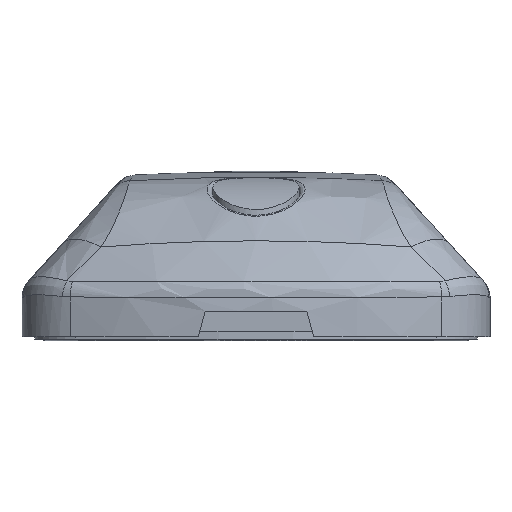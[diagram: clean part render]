
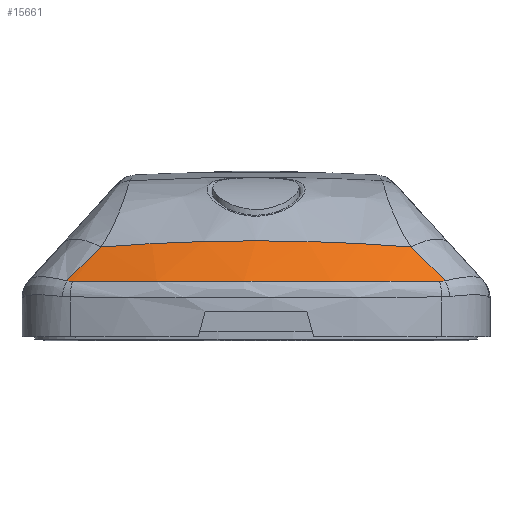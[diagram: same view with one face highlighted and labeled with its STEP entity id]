
A CAD part, front view. The second image highlights one B-rep face of the part: STEP entity #15661.
In plain terms, the highlighted free-form (B-spline) face has degree [3, 1] with [4, 2] control points.
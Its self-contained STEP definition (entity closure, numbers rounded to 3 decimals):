
#59 = CARTESIAN_POINT ( 'NONE',  ( -36.829, -44.811, 10.884 ) ) ;
#358 = CARTESIAN_POINT ( 'NONE',  ( -25.465, -42.712, 17.998 ) ) ;
#509 = CARTESIAN_POINT ( 'NONE',  ( -6.459, -45.033, 18.756 ) ) ;
#627 = CARTESIAN_POINT ( 'NONE',  ( 5.126, -45.191, 18.808 ) ) ;
#962 = EDGE_CURVE ( 'NONE', #1222, #16047, #4125, .T. ) ;
#1222 = VERTEX_POINT ( 'NONE', #18778 ) ;
#1224 = CARTESIAN_POINT ( 'NONE',  ( -12.325, -51.118, 10.891 ) ) ;
#1292 = CARTESIAN_POINT ( 'NONE',  ( 34.621, -45.686, 10.862 ) ) ;
#2139 = CARTESIAN_POINT ( 'NONE',  ( -1.305, -45.19, 18.807 ) ) ;
#2163 = CARTESIAN_POINT ( 'NONE',  ( 55., -11.343, 39.5 ) ) ;
#2737 = CARTESIAN_POINT ( 'NONE',  ( -1.551, -51.821, 10.894 ) ) ;
#2869 = CARTESIAN_POINT ( 'NONE',  ( -36.067, -45.129, 10.859 ) ) ;
#2943 = CARTESIAN_POINT ( 'NONE',  ( -35.049, -43.712, 13.044 ) ) ;
#3440 = CARTESIAN_POINT ( 'NONE',  ( -2.594, -45.17, 18.801 ) ) ;
#3929 = ORIENTED_EDGE ( 'NONE', *, *, #11578, .T. ) ;
#4083 = CARTESIAN_POINT ( 'NONE',  ( 36.067, -45.129, 10.859 ) ) ;
#4125 = B_SPLINE_CURVE_WITH_KNOTS ( 'NONE', 3,
 ( #9379, #15331, #6515, #18330, #4854, #16644, #627, #2139, #3440, #9317, #509, #13692, #12283, #12412, #358, #4923 ),
 .UNSPECIFIED., .F., .F.,
 ( 4, 2, 2, 2, 2, 2, 2, 4 ),
 ( 0.009, 0.017, 0.025, 0.04, 0.044, 0.048, 0.056, 0.071 ),
 .UNSPECIFIED. ) ;
#4241 = CARTESIAN_POINT ( 'NONE',  ( 33.162, -46.209, 10.865 ) ) ;
#4261 = CARTESIAN_POINT ( 'NONE',  ( 35.049, -43.712, 13.044 ) ) ;
#4854 = CARTESIAN_POINT ( 'NONE',  ( 17.843, -43.957, 18.404 ) ) ;
#4888 = VERTEX_POINT ( 'NONE', #6709 ) ;
#4923 = CARTESIAN_POINT ( 'NONE',  ( -30.412, -41.471, 17.594 ) ) ;
#4941 = CARTESIAN_POINT ( 'NONE',  ( -20.597, -34., 39.5 ) ) ;
#5559 = CARTESIAN_POINT ( 'NONE',  ( 36.454, -44.98, 10.858 ) ) ;
#5611 = EDGE_CURVE ( 'NONE', #10837, #10322, #14562, .T. ) ;
#5766 = CARTESIAN_POINT ( 'NONE',  ( -36.454, -44.98, 10.858 ) ) ;
#5778 = CARTESIAN_POINT ( 'NONE',  ( -37.193, -44.62, 10.938 ) ) ;
#6515 = CARTESIAN_POINT ( 'NONE',  ( 25.406, -42.642, 17.975 ) ) ;
#6709 = CARTESIAN_POINT ( 'NONE',  ( 37.193, -44.62, 10.938 ) ) ;
#6934 = ORIENTED_EDGE ( 'NONE', *, *, #5611, .T. ) ;
#7026 = CARTESIAN_POINT ( 'NONE',  ( 36.829, -44.811, 10.884 ) ) ;
#7040 = EDGE_LOOP ( 'NONE', ( #16348, #3929, #6934, #12774, #14229, #7731 ) ) ;
#7086 = CARTESIAN_POINT ( 'NONE',  ( 37.193, -44.62, 10.938 ) ) ;
#7099 = CARTESIAN_POINT ( 'NONE',  ( -36.067, -45.129, 10.859 ) ) ;
#7119 = CARTESIAN_POINT ( 'NONE',  ( 37.193, -44.62, 10.938 ) ) ;
#7487 = VERTEX_POINT ( 'NONE', #18391 ) ;
#7731 = ORIENTED_EDGE ( 'NONE', *, *, #962, .T. ) ;
#7813 = CARTESIAN_POINT ( 'NONE',  ( -20.597, -61.685, 6.507 ) ) ;
#8502 = CARTESIAN_POINT ( 'NONE',  ( -24.378, -49.018, 10.88 ) ) ;
#8574 = CARTESIAN_POINT ( 'NONE',  ( -6.192, -51.651, 10.893 ) ) ;
#8631 = CARTESIAN_POINT ( 'NONE',  ( 12.253, -51.268, 10.891 ) ) ;
#8826 = CARTESIAN_POINT ( 'NONE',  ( -37.193, -44.62, 10.938 ) ) ;
#9036 = CARTESIAN_POINT ( 'NONE',  ( 36.067, -45.129, 10.859 ) ) ;
#9280 = CARTESIAN_POINT ( 'NONE',  ( -55., -39.028, 6.507 ) ) ;
#9317 = CARTESIAN_POINT ( 'NONE',  ( -5.173, -45.092, 18.775 ) ) ;
#9379 = CARTESIAN_POINT ( 'NONE',  ( 30.413, -41.471, 17.594 ) ) ;
#9854 = CARTESIAN_POINT ( 'NONE',  ( -7.73, -51.544, 10.893 ) ) ;
#9867 = B_SPLINE_CURVE_WITH_KNOTS ( 'NONE', 3,
 ( #4083, #5559, #7026, #7086 ),
 .UNSPECIFIED., .F., .F.,
 ( 4, 4 ),
 ( 0., 0.001 ),
 .UNSPECIFIED. ) ;
#9985 = CARTESIAN_POINT ( 'NONE',  ( -3.873, -51.758, 10.894 ) ) ;
#10044 = CARTESIAN_POINT ( 'NONE',  ( 28.738, -47.642, 10.873 ) ) ;
#10122 = CARTESIAN_POINT ( 'NONE',  ( 30.222, -47.187, 10.87 ) ) ;
#10322 = VERTEX_POINT ( 'NONE', #9036 ) ;
#10837 = VERTEX_POINT ( 'NONE', #15322 ) ;
#11351 = CARTESIAN_POINT ( 'NONE',  ( 30.413, -41.471, 17.594 ) ) ;
#11370 =( BOUNDED_SURFACE ( )  B_SPLINE_SURFACE ( 3, 1, ( 
 ( #13653, #2163 ),
 ( #15293, #16671 ),
 ( #7813, #4941 ),
 ( #9280, #18151 ) ),
 .UNSPECIFIED., .F., .F., .F. ) 
 B_SPLINE_SURFACE_WITH_KNOTS ( ( 4, 4 ),
 ( 2, 2 ),
 ( 0., 1. ),
 ( 0., 1. ),
 .UNSPECIFIED. ) 
 GEOMETRIC_REPRESENTATION_ITEM ( )  RATIONAL_B_SPLINE_SURFACE ( (
 ( 1., 1.),
 ( 0.89, 0.89),
 ( 0.89, 0.89),
 ( 1., 1.) ) ) 
 REPRESENTATION_ITEM ( '' )  SURFACE ( )  );
#11578 = EDGE_CURVE ( 'NONE', #7487, #10837, #15051, .T. ) ;
#12089 = EDGE_CURVE ( 'NONE', #4888, #1222, #18940, .T. ) ;
#12232 = EDGE_CURVE ( 'NONE', #16047, #7487, #17075, .T. ) ;
#12283 = CARTESIAN_POINT ( 'NONE',  ( -12.854, -44.565, 18.603 ) ) ;
#12412 = CARTESIAN_POINT ( 'NONE',  ( -20.456, -43.636, 18.299 ) ) ;
#12751 = CARTESIAN_POINT ( 'NONE',  ( -30.412, -41.471, 17.594 ) ) ;
#12774 = ORIENTED_EDGE ( 'NONE', *, *, #15531, .T. ) ;
#12883 = CARTESIAN_POINT ( 'NONE',  ( 21.285, -49.596, 10.883 ) ) ;
#13011 = CARTESIAN_POINT ( 'NONE',  ( 36.067, -45.129, 10.859 ) ) ;
#13348 = CARTESIAN_POINT ( 'NONE',  ( -32.789, -42.669, 15.263 ) ) ;
#13653 = CARTESIAN_POINT ( 'NONE',  ( 55., -39.028, 6.507 ) ) ;
#13692 = CARTESIAN_POINT ( 'NONE',  ( -10.305, -44.799, 18.679 ) ) ;
#14229 = ORIENTED_EDGE ( 'NONE', *, *, #12089, .T. ) ;
#14513 = CARTESIAN_POINT ( 'NONE',  ( -3.098, -51.785, 10.894 ) ) ;
#14532 = CARTESIAN_POINT ( 'NONE',  ( 32.789, -42.669, 15.263 ) ) ;
#14562 = B_SPLINE_CURVE_WITH_KNOTS ( 'NONE', 3,
 ( #7099, #17435, #8502, #15999, #1224, #9854, #8574, #9985, #14513, #2737, #17319, #18927, #8631, #12883, #18995, #10044, #10122, #4241, #1292, #13011 ),
 .UNSPECIFIED., .F., .F.,
 ( 4, 2, 2, 2, 2, 2, 2, 2, 2, 4 ),
 ( 0., 0.018, 0.028, 0.032, 0.034, 0.037, 0.055, 0.064, 0.069, 0.073 ),
 .UNSPECIFIED. ) ;
#15051 = B_SPLINE_CURVE_WITH_KNOTS ( 'NONE', 3,
 ( #8826, #59, #5766, #2869 ),
 .UNSPECIFIED., .F., .F.,
 ( 4, 4 ),
 ( 0., 0.001 ),
 .UNSPECIFIED. ) ;
#15293 = CARTESIAN_POINT ( 'NONE',  ( 20.597, -61.685, 6.507 ) ) ;
#15322 = CARTESIAN_POINT ( 'NONE',  ( -36.067, -45.129, 10.859 ) ) ;
#15331 = CARTESIAN_POINT ( 'NONE',  ( 27.916, -42.097, 17.798 ) ) ;
#15531 = EDGE_CURVE ( 'NONE', #10322, #4888, #9867, .T. ) ;
#15661 = ADVANCED_FACE ( 'NONE', ( #18306 ), #11370, .F. ) ;
#15999 = CARTESIAN_POINT ( 'NONE',  ( -15.359, -50.696, 10.889 ) ) ;
#16047 = VERTEX_POINT ( 'NONE', #12751 ) ;
#16142 = CARTESIAN_POINT ( 'NONE',  ( -30.412, -41.471, 17.594 ) ) ;
#16348 = ORIENTED_EDGE ( 'NONE', *, *, #12232, .T. ) ;
#16644 = CARTESIAN_POINT ( 'NONE',  ( 10.234, -44.882, 18.706 ) ) ;
#16671 = CARTESIAN_POINT ( 'NONE',  ( 20.597, -34., 39.5 ) ) ;
#17075 = B_SPLINE_CURVE_WITH_KNOTS ( 'NONE', 3,
 ( #16142, #13348, #2943, #5778 ),
 .UNSPECIFIED., .F., .F.,
 ( 4, 4 ),
 ( 0., 0.833 ),
 .UNSPECIFIED. ) ;
#17319 = CARTESIAN_POINT ( 'NONE',  ( -0.779, -51.83, 10.894 ) ) ;
#17435 = CARTESIAN_POINT ( 'NONE',  ( -30.281, -47.356, 10.872 ) ) ;
#18151 = CARTESIAN_POINT ( 'NONE',  ( -55., -11.343, 39.5 ) ) ;
#18306 = FACE_OUTER_BOUND ( 'NONE', #7040, .T. ) ;
#18330 = CARTESIAN_POINT ( 'NONE',  ( 20.37, -43.572, 18.278 ) ) ;
#18391 = CARTESIAN_POINT ( 'NONE',  ( -37.193, -44.62, 10.938 ) ) ;
#18778 = CARTESIAN_POINT ( 'NONE',  ( 30.413, -41.471, 17.594 ) ) ;
#18927 = CARTESIAN_POINT ( 'NONE',  ( 6.159, -51.831, 10.894 ) ) ;
#18940 = B_SPLINE_CURVE_WITH_KNOTS ( 'NONE', 3,
 ( #7119, #4261, #14532, #11351 ),
 .UNSPECIFIED., .F., .F.,
 ( 4, 4 ),
 ( 0.167, 1. ),
 .UNSPECIFIED. ) ;
#18995 = CARTESIAN_POINT ( 'NONE',  ( 24.278, -48.9, 10.88 ) ) ;
